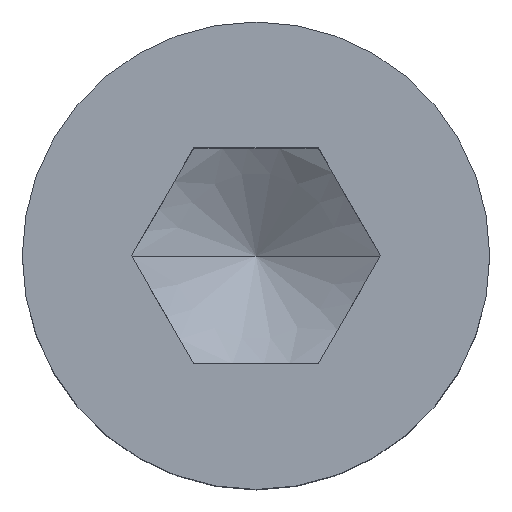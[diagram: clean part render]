
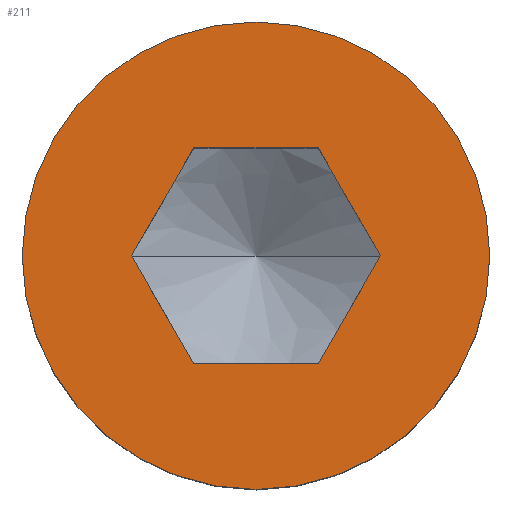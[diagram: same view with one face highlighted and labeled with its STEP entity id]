
A CAD part, top view. The second image highlights one B-rep face of the part: STEP entity #211.
In plain terms, the highlighted planar face has unit normal (0, 0, 1).
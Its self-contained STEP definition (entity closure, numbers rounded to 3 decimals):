
#131=VERTEX_POINT('',#342);
#139=EDGE_CURVE('',#219,#131,#350,.T.);
#143=VERTEX_POINT('',#355);
#147=EDGE_CURVE('',#143,#317,#359,.T.);
#167=EDGE_CURVE('',#305,#215,#382,.T.);
#181=EDGE_CURVE('',#131,#219,#397,.T.);
#211=ADVANCED_FACE('',(#430,#431),#432,.T.);
#215=VERTEX_POINT('',#436);
#217=EDGE_CURVE('',#215,#267,#438,.T.);
#219=VERTEX_POINT('',#440);
#239=VERTEX_POINT('',#464);
#259=EDGE_CURVE('',#267,#143,#488,.T.);
#267=VERTEX_POINT('',#497);
#293=EDGE_CURVE('',#239,#305,#524,.T.);
#305=VERTEX_POINT('',#537);
#315=EDGE_CURVE('',#317,#239,#550,.T.);
#317=VERTEX_POINT('',#552);
#342=CARTESIAN_POINT('',(-6.5,0.,8.));
#350=CIRCLE('',#587,6.5);
#355=CARTESIAN_POINT('',(3.464,0.0,8.));
#359=LINE('',#599,#600);
#382=LINE('',#632,#633);
#397=CIRCLE('',#663,6.5);
#430=FACE_BOUND('',#716,.T.);
#431=FACE_OUTER_BOUND('',#717,.T.);
#432=PLANE('',#718);
#436=CARTESIAN_POINT('',(-1.732,3.0,8.));
#438=LINE('',#725,#726);
#440=CARTESIAN_POINT('',(6.5,0.,8.));
#464=CARTESIAN_POINT('',(-1.732,-3.0,8.));
#488=LINE('',#803,#804);
#497=CARTESIAN_POINT('',(1.732,3.0,8.));
#524=LINE('',#860,#861);
#537=CARTESIAN_POINT('',(-3.464,0.0,8.));
#550=LINE('',#892,#893);
#552=CARTESIAN_POINT('',(1.732,-3.0,8.));
#587=AXIS2_PLACEMENT_3D('',#902,#903,#904);
#599=CARTESIAN_POINT('',(2.165,-2.25,8.));
#600=VECTOR('',#914,1.0);
#632=CARTESIAN_POINT('',(-2.165,2.25,8.));
#633=VECTOR('',#951,1.0);
#663=AXIS2_PLACEMENT_3D('',#967,#968,#969);
#716=EDGE_LOOP('',(#1011,#1012,#1013,#1014,#1015,#1016));
#717=EDGE_LOOP('',(#1017,#1018));
#718=AXIS2_PLACEMENT_3D('',#1019,#1020,#1021);
#725=CARTESIAN_POINT('',(0.866,3.0,8.));
#726=VECTOR('',#1022,1.0);
#803=CARTESIAN_POINT('',(3.031,0.75,8.));
#804=VECTOR('',#1081,1.0);
#860=CARTESIAN_POINT('',(-3.031,-0.75,8.));
#861=VECTOR('',#1110,1.0);
#892=CARTESIAN_POINT('',(-0.866,-3.0,8.));
#893=VECTOR('',#1147,1.0);
#902=CARTESIAN_POINT('',(0.,0.,8.));
#903=DIRECTION('',(0.0,0.0,1.0));
#904=DIRECTION('',(-1.0,0.,0.0));
#914=DIRECTION('',(-0.5,-0.866,0.0));
#951=DIRECTION('',(0.5,0.866,0.0));
#967=CARTESIAN_POINT('',(0.,0.,8.));
#968=DIRECTION('',(0.0,0.0,1.0));
#969=DIRECTION('',(-1.0,0.,0.0));
#1011=ORIENTED_EDGE('',*,*,#293,.T.);
#1012=ORIENTED_EDGE('',*,*,#167,.T.);
#1013=ORIENTED_EDGE('',*,*,#217,.T.);
#1014=ORIENTED_EDGE('',*,*,#259,.T.);
#1015=ORIENTED_EDGE('',*,*,#147,.T.);
#1016=ORIENTED_EDGE('',*,*,#315,.T.);
#1017=ORIENTED_EDGE('',*,*,#181,.T.);
#1018=ORIENTED_EDGE('',*,*,#139,.T.);
#1019=CARTESIAN_POINT('',(-4.983,0.,8.));
#1020=DIRECTION('',(0.0,0.0,1.0));
#1021=DIRECTION('',(-1.0,0.,0.0));
#1022=DIRECTION('',(1.0,0.0,0.0));
#1081=DIRECTION('',(0.5,-0.866,0.0));
#1110=DIRECTION('',(-0.5,0.866,0.0));
#1147=DIRECTION('',(-1.0,0.0,0.0));
